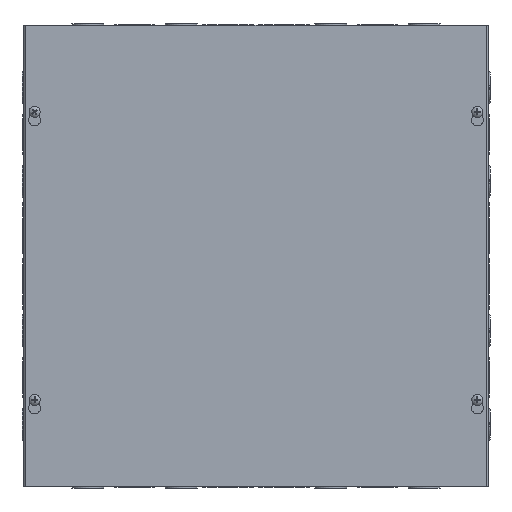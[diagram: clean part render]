
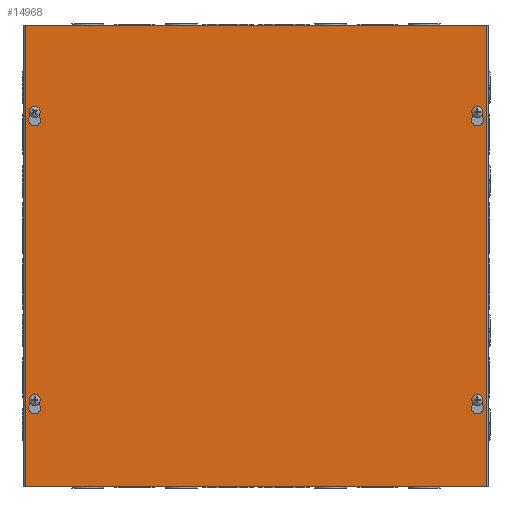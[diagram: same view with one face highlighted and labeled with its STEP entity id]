
A CAD part, top view. The second image highlights one B-rep face of the part: STEP entity #14968.
In plain terms, the highlighted planar face has unit normal (0, 0, 1).
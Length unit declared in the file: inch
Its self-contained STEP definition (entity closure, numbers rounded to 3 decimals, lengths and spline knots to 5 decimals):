
#230=FACE_BOUND('',#2473,.T.);
#231=FACE_BOUND('',#2474,.T.);
#232=FACE_BOUND('',#2475,.T.);
#233=FACE_BOUND('',#2476,.T.);
#532=CIRCLE('',#16058,0.203);
#534=CIRCLE('',#16062,0.125);
#536=CIRCLE('',#16066,0.203);
#538=CIRCLE('',#16070,0.125);
#540=CIRCLE('',#16074,0.203);
#542=CIRCLE('',#16078,0.125);
#544=CIRCLE('',#16082,0.203);
#546=CIRCLE('',#16086,0.125);
#1535=FACE_OUTER_BOUND('',#2472,.T.);
#2472=EDGE_LOOP('',(#12627,#12628,#12629,#12630));
#2473=EDGE_LOOP('',(#12631,#12632,#12633,#12634));
#2474=EDGE_LOOP('',(#12635,#12636,#12637,#12638));
#2475=EDGE_LOOP('',(#12639,#12640,#12641,#12642));
#2476=EDGE_LOOP('',(#12643,#12644,#12645,#12646));
#3987=LINE('',#23795,#5523);
#3991=LINE('',#23807,#5527);
#3995=LINE('',#23819,#5531);
#3999=LINE('',#23831,#5535);
#4003=LINE('',#23843,#5539);
#4007=LINE('',#23855,#5543);
#4011=LINE('',#23867,#5547);
#4015=LINE('',#23879,#5551);
#4017=LINE('',#23887,#5553);
#4021=LINE('',#23895,#5557);
#4024=LINE('',#23901,#5560);
#4027=LINE('',#23906,#5563);
#5523=VECTOR('',#19745,0.26996);
#5527=VECTOR('',#19757,0.26996);
#5531=VECTOR('',#19769,0.26996);
#5535=VECTOR('',#19781,0.26996);
#5539=VECTOR('',#19793,0.26996);
#5543=VECTOR('',#19805,0.26996);
#5547=VECTOR('',#19817,0.26996);
#5551=VECTOR('',#19829,0.26996);
#5553=VECTOR('',#19839,16.);
#5557=VECTOR('',#19845,16.);
#5560=VECTOR('',#19850,16.);
#5563=VECTOR('',#19855,16.);
#6703=VERTEX_POINT('',#23792);
#6704=VERTEX_POINT('',#23794);
#6706=VERTEX_POINT('',#23800);
#6708=VERTEX_POINT('',#23806);
#6711=VERTEX_POINT('',#23816);
#6712=VERTEX_POINT('',#23818);
#6714=VERTEX_POINT('',#23824);
#6716=VERTEX_POINT('',#23830);
#6719=VERTEX_POINT('',#23840);
#6720=VERTEX_POINT('',#23842);
#6722=VERTEX_POINT('',#23848);
#6724=VERTEX_POINT('',#23854);
#6727=VERTEX_POINT('',#23864);
#6728=VERTEX_POINT('',#23866);
#6730=VERTEX_POINT('',#23872);
#6732=VERTEX_POINT('',#23878);
#6733=VERTEX_POINT('',#23885);
#6734=VERTEX_POINT('',#23886);
#6737=VERTEX_POINT('',#23894);
#6739=VERTEX_POINT('',#23900);
#8564=EDGE_CURVE('',#6704,#6703,#3987,.T.);
#8567=EDGE_CURVE('',#6706,#6704,#532,.T.);
#8570=EDGE_CURVE('',#6708,#6706,#3991,.T.);
#8573=EDGE_CURVE('',#6703,#6708,#534,.T.);
#8576=EDGE_CURVE('',#6712,#6711,#3995,.T.);
#8579=EDGE_CURVE('',#6714,#6712,#536,.T.);
#8582=EDGE_CURVE('',#6716,#6714,#3999,.T.);
#8585=EDGE_CURVE('',#6711,#6716,#538,.T.);
#8588=EDGE_CURVE('',#6720,#6719,#4003,.T.);
#8591=EDGE_CURVE('',#6722,#6720,#540,.T.);
#8594=EDGE_CURVE('',#6724,#6722,#4007,.T.);
#8597=EDGE_CURVE('',#6719,#6724,#542,.T.);
#8600=EDGE_CURVE('',#6728,#6727,#4011,.T.);
#8603=EDGE_CURVE('',#6730,#6728,#544,.T.);
#8606=EDGE_CURVE('',#6732,#6730,#4015,.T.);
#8609=EDGE_CURVE('',#6727,#6732,#546,.T.);
#8610=EDGE_CURVE('',#6733,#6734,#4017,.T.);
#8614=EDGE_CURVE('',#6734,#6737,#4021,.T.);
#8617=EDGE_CURVE('',#6737,#6739,#4024,.T.);
#8620=EDGE_CURVE('',#6739,#6733,#4027,.T.);
#12627=ORIENTED_EDGE('',*,*,#8610,.F.);
#12628=ORIENTED_EDGE('',*,*,#8620,.F.);
#12629=ORIENTED_EDGE('',*,*,#8617,.F.);
#12630=ORIENTED_EDGE('',*,*,#8614,.F.);
#12631=ORIENTED_EDGE('',*,*,#8564,.T.);
#12632=ORIENTED_EDGE('',*,*,#8573,.T.);
#12633=ORIENTED_EDGE('',*,*,#8570,.T.);
#12634=ORIENTED_EDGE('',*,*,#8567,.T.);
#12635=ORIENTED_EDGE('',*,*,#8576,.T.);
#12636=ORIENTED_EDGE('',*,*,#8585,.T.);
#12637=ORIENTED_EDGE('',*,*,#8582,.T.);
#12638=ORIENTED_EDGE('',*,*,#8579,.T.);
#12639=ORIENTED_EDGE('',*,*,#8588,.T.);
#12640=ORIENTED_EDGE('',*,*,#8597,.T.);
#12641=ORIENTED_EDGE('',*,*,#8594,.T.);
#12642=ORIENTED_EDGE('',*,*,#8591,.T.);
#12643=ORIENTED_EDGE('',*,*,#8600,.T.);
#12644=ORIENTED_EDGE('',*,*,#8609,.T.);
#12645=ORIENTED_EDGE('',*,*,#8606,.T.);
#12646=ORIENTED_EDGE('',*,*,#8603,.T.);
#13382=PLANE('',#16092);
#14968=ADVANCED_FACE('',(#1535,#230,#231,#232,#233),#13382,.T.);
#16058=AXIS2_PLACEMENT_3D('',#23801,#19751,#19752);
#16062=AXIS2_PLACEMENT_3D('',#23811,#19763,#19764);
#16066=AXIS2_PLACEMENT_3D('',#23825,#19775,#19776);
#16070=AXIS2_PLACEMENT_3D('',#23835,#19787,#19788);
#16074=AXIS2_PLACEMENT_3D('',#23849,#19799,#19800);
#16078=AXIS2_PLACEMENT_3D('',#23859,#19811,#19812);
#16082=AXIS2_PLACEMENT_3D('',#23873,#19823,#19824);
#16086=AXIS2_PLACEMENT_3D('',#23883,#19835,#19836);
#16092=AXIS2_PLACEMENT_3D('',#23909,#19859,#19860);
#19745=DIRECTION('',(0.278,0.961,0.));
#19751=DIRECTION('center_axis',(0.,0.,-1.));
#19752=DIRECTION('ref_axis',(-0.961,0.278,0.));
#19757=DIRECTION('',(0.278,-0.961,0.));
#19763=DIRECTION('center_axis',(0.,0.,-1.));
#19764=DIRECTION('ref_axis',(0.961,0.278,0.));
#19769=DIRECTION('',(0.278,0.961,0.));
#19775=DIRECTION('center_axis',(0.,0.,-1.));
#19776=DIRECTION('ref_axis',(-0.961,0.278,0.));
#19781=DIRECTION('',(0.278,-0.961,0.));
#19787=DIRECTION('center_axis',(0.,0.,-1.));
#19788=DIRECTION('ref_axis',(0.961,0.278,0.));
#19793=DIRECTION('',(0.278,0.961,0.));
#19799=DIRECTION('center_axis',(0.,0.,-1.));
#19800=DIRECTION('ref_axis',(-0.961,0.278,0.));
#19805=DIRECTION('',(0.278,-0.961,0.));
#19811=DIRECTION('center_axis',(0.,0.,-1.));
#19812=DIRECTION('ref_axis',(0.961,0.278,0.));
#19817=DIRECTION('',(0.278,0.961,0.));
#19823=DIRECTION('center_axis',(0.,0.,-1.));
#19824=DIRECTION('ref_axis',(-0.961,0.278,0.));
#19829=DIRECTION('',(0.278,-0.961,0.));
#19835=DIRECTION('center_axis',(0.,0.,-1.));
#19836=DIRECTION('ref_axis',(0.961,0.278,0.));
#19839=DIRECTION('',(0.,1.,0.));
#19845=DIRECTION('',(1.,0.,0.));
#19850=DIRECTION('',(0.,-1.,0.));
#19855=DIRECTION('',(-1.,0.,0.));
#19859=DIRECTION('center_axis',(0.,0.,1.));
#19860=DIRECTION('ref_axis',(1.,0.,0.));
#23792=CARTESIAN_POINT('',(15.56741,3.0347,0.0625));
#23794=CARTESIAN_POINT('',(15.49248,2.77535,0.0625));
#23795=CARTESIAN_POINT('',(15.93793,4.31705,0.0625));
#23800=CARTESIAN_POINT('',(15.88252,2.77535,0.0625));
#23801=CARTESIAN_POINT('Origin',(15.6875,2.719,0.0625));
#23806=CARTESIAN_POINT('',(15.80759,3.0347,0.0625));
#23807=CARTESIAN_POINT('',(14.88221,6.23742,0.0625));
#23811=CARTESIAN_POINT('Origin',(15.6875,3.,0.0625));
#23816=CARTESIAN_POINT('',(0.19241,3.0347,0.0625));
#23818=CARTESIAN_POINT('',(0.11748,2.77535,0.0625));
#23819=CARTESIAN_POINT('',(1.15526,6.36709,0.0625));
#23824=CARTESIAN_POINT('',(0.50752,2.77535,0.0625));
#23825=CARTESIAN_POINT('Origin',(0.3125,2.719,0.0625));
#23830=CARTESIAN_POINT('',(0.43259,3.0347,0.0625));
#23831=CARTESIAN_POINT('',(0.09954,4.18738,0.0625));
#23835=CARTESIAN_POINT('Origin',(0.3125,3.,0.0625));
#23840=CARTESIAN_POINT('',(15.56741,13.0347,0.0625));
#23842=CARTESIAN_POINT('',(15.49248,12.77535,0.0625));
#23843=CARTESIAN_POINT('',(14.60457,9.7023,0.0625));
#23848=CARTESIAN_POINT('',(15.88252,12.77535,0.0625));
#23849=CARTESIAN_POINT('Origin',(15.6875,12.719,0.0625));
#23854=CARTESIAN_POINT('',(15.80759,13.0347,0.0625));
#23855=CARTESIAN_POINT('',(16.21557,11.62267,0.0625));
#23859=CARTESIAN_POINT('Origin',(15.6875,13.,0.0625));
#23864=CARTESIAN_POINT('',(0.19241,13.0347,0.0625));
#23866=CARTESIAN_POINT('',(0.11748,12.77535,0.0625));
#23867=CARTESIAN_POINT('',(-0.1781,11.75234,0.0625));
#23872=CARTESIAN_POINT('',(0.50752,12.77535,0.0625));
#23873=CARTESIAN_POINT('Origin',(0.3125,12.719,0.0625));
#23878=CARTESIAN_POINT('',(0.43259,13.0347,0.0625));
#23879=CARTESIAN_POINT('',(1.4329,9.57263,0.0625));
#23883=CARTESIAN_POINT('Origin',(0.3125,13.,0.0625));
#23885=CARTESIAN_POINT('',(0.,0.,0.0625));
#23886=CARTESIAN_POINT('',(0.,16.,0.0625));
#23887=CARTESIAN_POINT('',(0.,16.,0.0625));
#23894=CARTESIAN_POINT('',(16.,16.,0.0625));
#23895=CARTESIAN_POINT('',(16.,16.,0.0625));
#23900=CARTESIAN_POINT('',(16.,0.,0.0625));
#23901=CARTESIAN_POINT('',(16.,0.,0.0625));
#23906=CARTESIAN_POINT('',(0.,0.,0.0625));
#23909=CARTESIAN_POINT('Origin',(8.,8.,0.0625));
